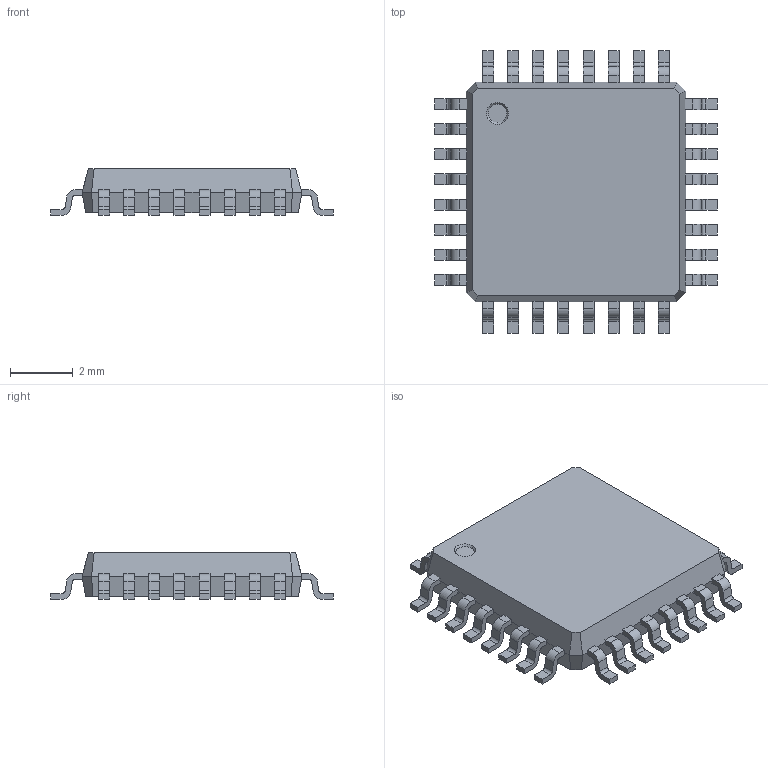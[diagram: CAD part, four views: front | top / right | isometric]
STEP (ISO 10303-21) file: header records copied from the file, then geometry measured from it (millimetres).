
FILE_DESCRIPTION (( 'STEP AP214' ), '1' );
FILE_NAME ('31131E5A-0300-4A4F-A9B2-F1CA628562AD.STEP', '2025-06-27T09:26:34', ( '' ), ( '' ), 'SwSTEP 2.0', 'SolidWorks 2022', '' );
FILE_SCHEMA (( 'AUTOMOTIVE_DESIGN' ));
Length unit declared in the file: millimetre
Products named in the file (1): 31131E5A-0300-4A4F-A9B2-F1CA628562AD
Bounding box: 9 x 9 x 1.48 mm (x, y, z)
Volume: 68.2 mm3; surface area: 177.1 mm2
Topology: 3 solids, 3 shells, 439 faces, 1288 edges, 856 vertices
Faces by surface type: plane 309, cylinder 128, cone 2
Entity records: 19399 total; most frequent: CARTESIAN_POINT 2584, ORIENTED_EDGE 2576, DIRECTION 2428, EDGE_CURVE 1288, VECTOR 1028, LINE 1028, VERTEX_POINT 856, AXIS2_PLACEMENT_3D 700
